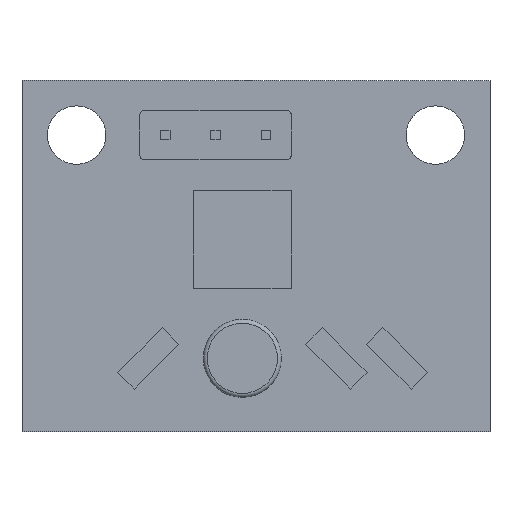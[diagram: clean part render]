
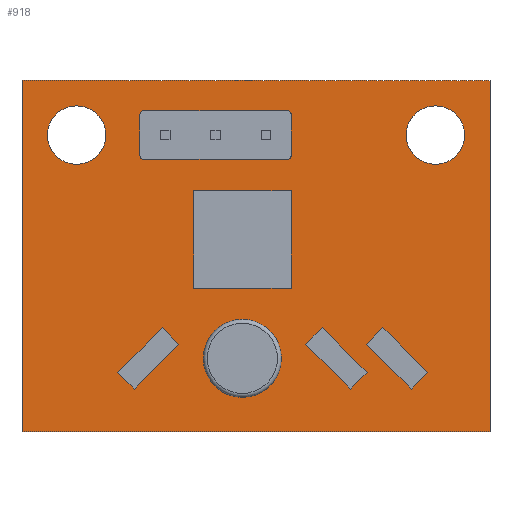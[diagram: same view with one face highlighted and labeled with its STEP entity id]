
A CAD part, front view. The second image highlights one B-rep face of the part: STEP entity #918.
In plain terms, the highlighted planar face has unit normal (0, -1, 0).
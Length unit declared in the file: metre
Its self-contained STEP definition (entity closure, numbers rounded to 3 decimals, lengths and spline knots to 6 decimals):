
#20=CIRCLE('',#987,0.002);
#21=CIRCLE('',#988,0.0015);
#22=CIRCLE('',#989,0.0015);
#23=CIRCLE('',#990,0.0002);
#24=CIRCLE('',#991,0.0002);
#25=CIRCLE('',#992,0.0002);
#26=CIRCLE('',#993,0.0002);
#35=ORIENTED_EDGE('',*,*,#289,.T.);
#36=ORIENTED_EDGE('',*,*,#290,.T.);
#37=ORIENTED_EDGE('',*,*,#291,.T.);
#38=ORIENTED_EDGE('',*,*,#292,.T.);
#39=ORIENTED_EDGE('',*,*,#293,.F.);
#40=ORIENTED_EDGE('',*,*,#294,.T.);
#41=ORIENTED_EDGE('',*,*,#295,.T.);
#42=ORIENTED_EDGE('',*,*,#296,.F.);
#43=ORIENTED_EDGE('',*,*,#297,.F.);
#44=ORIENTED_EDGE('',*,*,#298,.T.);
#45=ORIENTED_EDGE('',*,*,#299,.F.);
#46=ORIENTED_EDGE('',*,*,#300,.F.);
#47=ORIENTED_EDGE('',*,*,#301,.T.);
#48=ORIENTED_EDGE('',*,*,#302,.T.);
#49=ORIENTED_EDGE('',*,*,#303,.F.);
#50=ORIENTED_EDGE('',*,*,#304,.F.);
#51=ORIENTED_EDGE('',*,*,#305,.T.);
#52=ORIENTED_EDGE('',*,*,#306,.T.);
#53=ORIENTED_EDGE('',*,*,#307,.T.);
#54=ORIENTED_EDGE('',*,*,#308,.T.);
#55=ORIENTED_EDGE('',*,*,#309,.T.);
#56=ORIENTED_EDGE('',*,*,#310,.F.);
#57=ORIENTED_EDGE('',*,*,#311,.T.);
#58=ORIENTED_EDGE('',*,*,#312,.F.);
#59=ORIENTED_EDGE('',*,*,#313,.F.);
#60=ORIENTED_EDGE('',*,*,#314,.F.);
#61=ORIENTED_EDGE('',*,*,#315,.F.);
#62=ORIENTED_EDGE('',*,*,#316,.F.);
#63=ORIENTED_EDGE('',*,*,#317,.F.);
#64=ORIENTED_EDGE('',*,*,#318,.F.);
#65=ORIENTED_EDGE('',*,*,#319,.F.);
#289=EDGE_CURVE('',#416,#417,#503,.T.);
#290=EDGE_CURVE('',#417,#418,#504,.T.);
#291=EDGE_CURVE('',#418,#419,#505,.T.);
#292=EDGE_CURVE('',#419,#416,#506,.T.);
#293=EDGE_CURVE('',#420,#420,#20,.T.);
#294=EDGE_CURVE('',#421,#422,#507,.T.);
#295=EDGE_CURVE('',#422,#423,#508,.T.);
#296=EDGE_CURVE('',#424,#423,#509,.T.);
#297=EDGE_CURVE('',#421,#424,#510,.T.);
#298=EDGE_CURVE('',#425,#425,#21,.T.);
#299=EDGE_CURVE('',#426,#426,#22,.T.);
#300=EDGE_CURVE('',#427,#428,#511,.T.);
#301=EDGE_CURVE('',#427,#429,#512,.T.);
#302=EDGE_CURVE('',#429,#430,#513,.T.);
#303=EDGE_CURVE('',#428,#430,#514,.T.);
#304=EDGE_CURVE('',#431,#432,#515,.T.);
#305=EDGE_CURVE('',#431,#433,#23,.F.);
#306=EDGE_CURVE('',#433,#434,#516,.T.);
#307=EDGE_CURVE('',#434,#435,#24,.F.);
#308=EDGE_CURVE('',#435,#436,#517,.T.);
#309=EDGE_CURVE('',#436,#437,#25,.F.);
#310=EDGE_CURVE('',#438,#437,#518,.T.);
#311=EDGE_CURVE('',#438,#432,#26,.F.);
#312=EDGE_CURVE('',#439,#440,#519,.T.);
#313=EDGE_CURVE('',#441,#439,#520,.T.);
#314=EDGE_CURVE('',#442,#441,#521,.T.);
#315=EDGE_CURVE('',#440,#442,#522,.T.);
#316=EDGE_CURVE('',#443,#444,#523,.T.);
#317=EDGE_CURVE('',#445,#443,#524,.T.);
#318=EDGE_CURVE('',#446,#445,#525,.T.);
#319=EDGE_CURVE('',#444,#446,#526,.T.);
#416=VERTEX_POINT('',#1313);
#417=VERTEX_POINT('',#1314);
#418=VERTEX_POINT('',#1316);
#419=VERTEX_POINT('',#1318);
#420=VERTEX_POINT('',#1321);
#421=VERTEX_POINT('',#1323);
#422=VERTEX_POINT('',#1324);
#423=VERTEX_POINT('',#1326);
#424=VERTEX_POINT('',#1328);
#425=VERTEX_POINT('',#1331);
#426=VERTEX_POINT('',#1333);
#427=VERTEX_POINT('',#1335);
#428=VERTEX_POINT('',#1336);
#429=VERTEX_POINT('',#1338);
#430=VERTEX_POINT('',#1340);
#431=VERTEX_POINT('',#1343);
#432=VERTEX_POINT('',#1344);
#433=VERTEX_POINT('',#1346);
#434=VERTEX_POINT('',#1348);
#435=VERTEX_POINT('',#1350);
#436=VERTEX_POINT('',#1352);
#437=VERTEX_POINT('',#1354);
#438=VERTEX_POINT('',#1356);
#439=VERTEX_POINT('',#1359);
#440=VERTEX_POINT('',#1360);
#441=VERTEX_POINT('',#1362);
#442=VERTEX_POINT('',#1364);
#443=VERTEX_POINT('',#1367);
#444=VERTEX_POINT('',#1368);
#445=VERTEX_POINT('',#1370);
#446=VERTEX_POINT('',#1372);
#503=LINE('',#1312,#615);
#504=LINE('',#1315,#616);
#505=LINE('',#1317,#617);
#506=LINE('',#1319,#618);
#507=LINE('',#1322,#619);
#508=LINE('',#1325,#620);
#509=LINE('',#1327,#621);
#510=LINE('',#1329,#622);
#511=LINE('',#1334,#623);
#512=LINE('',#1337,#624);
#513=LINE('',#1339,#625);
#514=LINE('',#1341,#626);
#515=LINE('',#1342,#627);
#516=LINE('',#1347,#628);
#517=LINE('',#1351,#629);
#518=LINE('',#1355,#630);
#519=LINE('',#1358,#631);
#520=LINE('',#1361,#632);
#521=LINE('',#1363,#633);
#522=LINE('',#1365,#634);
#523=LINE('',#1366,#635);
#524=LINE('',#1369,#636);
#525=LINE('',#1371,#637);
#526=LINE('',#1373,#638);
#615=VECTOR('',#1060,1.);
#616=VECTOR('',#1061,1.);
#617=VECTOR('',#1062,1.);
#618=VECTOR('',#1063,1.);
#619=VECTOR('',#1066,1.);
#620=VECTOR('',#1067,1.);
#621=VECTOR('',#1068,1.);
#622=VECTOR('',#1069,1.);
#623=VECTOR('',#1074,1.);
#624=VECTOR('',#1075,1.);
#625=VECTOR('',#1076,1.);
#626=VECTOR('',#1077,1.);
#627=VECTOR('',#1078,1.);
#628=VECTOR('',#1081,1.);
#629=VECTOR('',#1084,1.);
#630=VECTOR('',#1087,1.);
#631=VECTOR('',#1090,1.);
#632=VECTOR('',#1091,1.);
#633=VECTOR('',#1092,1.);
#634=VECTOR('',#1093,1.);
#635=VECTOR('',#1094,1.);
#636=VECTOR('',#1095,1.);
#637=VECTOR('',#1096,1.);
#638=VECTOR('',#1097,1.);
#727=EDGE_LOOP('',(#35,#36,#37,#38));
#728=EDGE_LOOP('',(#39));
#729=EDGE_LOOP('',(#40,#41,#42,#43));
#730=EDGE_LOOP('',(#44));
#731=EDGE_LOOP('',(#45));
#732=EDGE_LOOP('',(#46,#47,#48,#49));
#733=EDGE_LOOP('',(#50,#51,#52,#53,#54,#55,#56,#57));
#734=EDGE_LOOP('',(#58,#59,#60,#61));
#735=EDGE_LOOP('',(#62,#63,#64,#65));
#799=FACE_BOUND('',#727,.T.);
#800=FACE_BOUND('',#728,.T.);
#801=FACE_BOUND('',#729,.T.);
#802=FACE_BOUND('',#730,.T.);
#803=FACE_BOUND('',#731,.T.);
#804=FACE_BOUND('',#732,.T.);
#805=FACE_BOUND('',#733,.T.);
#806=FACE_BOUND('',#734,.T.);
#807=FACE_BOUND('',#735,.T.);
#871=PLANE('',#986);
#918=ADVANCED_FACE('',(#799,#800,#801,#802,#803,#804,#805,#806,#807),#871,
 .T.);
#986=AXIS2_PLACEMENT_3D('',#1311,#1058,#1059);
#987=AXIS2_PLACEMENT_3D('',#1320,#1064,#1065);
#988=AXIS2_PLACEMENT_3D('',#1330,#1070,#1071);
#989=AXIS2_PLACEMENT_3D('',#1332,#1072,#1073);
#990=AXIS2_PLACEMENT_3D('',#1345,#1079,#1080);
#991=AXIS2_PLACEMENT_3D('',#1349,#1082,#1083);
#992=AXIS2_PLACEMENT_3D('',#1353,#1085,#1086);
#993=AXIS2_PLACEMENT_3D('',#1357,#1088,#1089);
#1058=DIRECTION('',(0.,-1.,0.));
#1059=DIRECTION('',(1.,0.,0.));
#1060=DIRECTION('',(-0.707,0.,-0.707));
#1061=DIRECTION('',(-0.707,0.,0.707));
#1062=DIRECTION('',(0.707,0.,0.707));
#1063=DIRECTION('',(0.707,0.,-0.707));
#1064=DIRECTION('',(0.,-1.,0.));
#1065=DIRECTION('',(0.,0.,-1.));
#1066=DIRECTION('',(0.,0.,-1.));
#1067=DIRECTION('',(-1.,0.,0.));
#1068=DIRECTION('',(0.,0.,-1.));
#1069=DIRECTION('',(-1.,0.,0.));
#1070=DIRECTION('',(0.,1.,0.));
#1071=DIRECTION('',(0.,0.,-1.));
#1072=DIRECTION('',(0.,-1.,0.));
#1073=DIRECTION('',(0.,0.,-1.));
#1074=DIRECTION('',(1.,0.,0.));
#1075=DIRECTION('',(0.,0.,-1.));
#1076=DIRECTION('',(1.,0.,0.));
#1077=DIRECTION('',(0.,0.,-1.));
#1078=DIRECTION('',(0.,0.,-1.));
#1079=DIRECTION('',(0.,-1.,0.));
#1080=DIRECTION('',(0.,0.,-1.));
#1081=DIRECTION('',(1.,0.,0.));
#1082=DIRECTION('',(0.,-1.,0.));
#1083=DIRECTION('',(0.,0.,-1.));
#1084=DIRECTION('',(0.,0.,-1.));
#1085=DIRECTION('',(0.,-1.,0.));
#1086=DIRECTION('',(0.,0.,-1.));
#1087=DIRECTION('',(1.,0.,0.));
#1088=DIRECTION('',(0.,-1.,0.));
#1089=DIRECTION('',(0.,0.,-1.));
#1090=DIRECTION('',(0.707,0.,-0.707));
#1091=DIRECTION('',(-0.707,0.,-0.707));
#1092=DIRECTION('',(-0.707,0.,0.707));
#1093=DIRECTION('',(0.707,0.,0.707));
#1094=DIRECTION('',(0.707,0.,-0.707));
#1095=DIRECTION('',(-0.707,0.,-0.707));
#1096=DIRECTION('',(-0.707,0.,0.707));
#1097=DIRECTION('',(0.707,0.,0.707));
#1311=CARTESIAN_POINT('',(0.,-0.0015,0.));
#1312=CARTESIAN_POINT('',(-0.005099,-0.0015,-0.005674));
#1313=CARTESIAN_POINT('',(-0.00395,-0.0015,-0.004525));
#1314=CARTESIAN_POINT('',(-0.006248,-0.0015,-0.006823));
#1315=CARTESIAN_POINT('',(-0.006672,-0.0015,-0.006399));
#1316=CARTESIAN_POINT('',(-0.007097,-0.0015,-0.005975));
#1317=CARTESIAN_POINT('',(-0.005948,-0.0015,-0.004826));
#1318=CARTESIAN_POINT('',(-0.004799,-0.0015,-0.003677));
#1319=CARTESIAN_POINT('',(-0.004374,-0.0015,-0.004101));
#1320=CARTESIAN_POINT('',(-0.0007,-0.0015,-0.00525));
#1321=CARTESIAN_POINT('',(-0.0007,-0.0015,-0.00725));
#1322=CARTESIAN_POINT('',(0.0018,-0.0015,0.00085));
#1323=CARTESIAN_POINT('',(0.0018,-0.0015,0.00335));
#1324=CARTESIAN_POINT('',(0.0018,-0.0015,-0.00165));
#1325=CARTESIAN_POINT('',(-0.0007,-0.0015,-0.00165));
#1326=CARTESIAN_POINT('',(-0.0032,-0.0015,-0.00165));
#1327=CARTESIAN_POINT('',(-0.0032,-0.0015,0.00085));
#1328=CARTESIAN_POINT('',(-0.0032,-0.0015,0.00335));
#1329=CARTESIAN_POINT('',(-0.0007,-0.0015,0.00335));
#1330=CARTESIAN_POINT('',(0.0092,-0.0015,0.0062));
#1331=CARTESIAN_POINT('',(0.0092,-0.0015,0.0047));
#1332=CARTESIAN_POINT('',(-0.0092,-0.0015,0.0062));
#1333=CARTESIAN_POINT('',(-0.0092,-0.0015,0.0047));
#1334=CARTESIAN_POINT('',(0.,-0.0015,0.009));
#1335=CARTESIAN_POINT('',(-0.012,-0.0015,0.009));
#1336=CARTESIAN_POINT('',(0.012,-0.0015,0.009));
#1337=CARTESIAN_POINT('',(-0.012,-0.0015,0.));
#1338=CARTESIAN_POINT('',(-0.012,-0.0015,-0.009));
#1339=CARTESIAN_POINT('',(0.,-0.0015,-0.009));
#1340=CARTESIAN_POINT('',(0.012,-0.0015,-0.009));
#1341=CARTESIAN_POINT('',(0.012,-0.0015,0.));
#1342=CARTESIAN_POINT('',(-0.00595,-0.0015,0.0062));
#1343=CARTESIAN_POINT('',(-0.00595,-0.0015,0.00725));
#1344=CARTESIAN_POINT('',(-0.00595,-0.0015,0.00515));
#1345=CARTESIAN_POINT('',(-0.00575,-0.0015,0.00725));
#1346=CARTESIAN_POINT('',(-0.00575,-0.0015,0.00745));
#1347=CARTESIAN_POINT('',(-0.002075,-0.0015,0.00745));
#1348=CARTESIAN_POINT('',(0.0016,-0.0015,0.00745));
#1349=CARTESIAN_POINT('',(0.0016,-0.0015,0.00725));
#1350=CARTESIAN_POINT('',(0.0018,-0.0015,0.00725));
#1351=CARTESIAN_POINT('',(0.0018,-0.0015,0.0062));
#1352=CARTESIAN_POINT('',(0.0018,-0.0015,0.00515));
#1353=CARTESIAN_POINT('',(0.0016,-0.0015,0.00515));
#1354=CARTESIAN_POINT('',(0.0016,-0.0015,0.00495));
#1355=CARTESIAN_POINT('',(-0.002075,-0.0015,0.00495));
#1356=CARTESIAN_POINT('',(-0.00575,-0.0015,0.00495));
#1357=CARTESIAN_POINT('',(-0.00575,-0.0015,0.00515));
#1358=CARTESIAN_POINT('',(0.003699,-0.0015,-0.005674));
#1359=CARTESIAN_POINT('',(0.00255,-0.0015,-0.004525));
#1360=CARTESIAN_POINT('',(0.004848,-0.0015,-0.006823));
#1361=CARTESIAN_POINT('',(0.002974,-0.0015,-0.004101));
#1362=CARTESIAN_POINT('',(0.003399,-0.0015,-0.003677));
#1363=CARTESIAN_POINT('',(0.004548,-0.0015,-0.004826));
#1364=CARTESIAN_POINT('',(0.005697,-0.0015,-0.005975));
#1365=CARTESIAN_POINT('',(0.005272,-0.0015,-0.006399));
#1366=CARTESIAN_POINT('',(0.00681,-0.0015,-0.005674));
#1367=CARTESIAN_POINT('',(0.005661,-0.0015,-0.004525));
#1368=CARTESIAN_POINT('',(0.007959,-0.0015,-0.006823));
#1369=CARTESIAN_POINT('',(0.006086,-0.0015,-0.004101));
#1370=CARTESIAN_POINT('',(0.00651,-0.0015,-0.003677));
#1371=CARTESIAN_POINT('',(0.007659,-0.0015,-0.004826));
#1372=CARTESIAN_POINT('',(0.008808,-0.0015,-0.005975));
#1373=CARTESIAN_POINT('',(0.008384,-0.0015,-0.006399));
